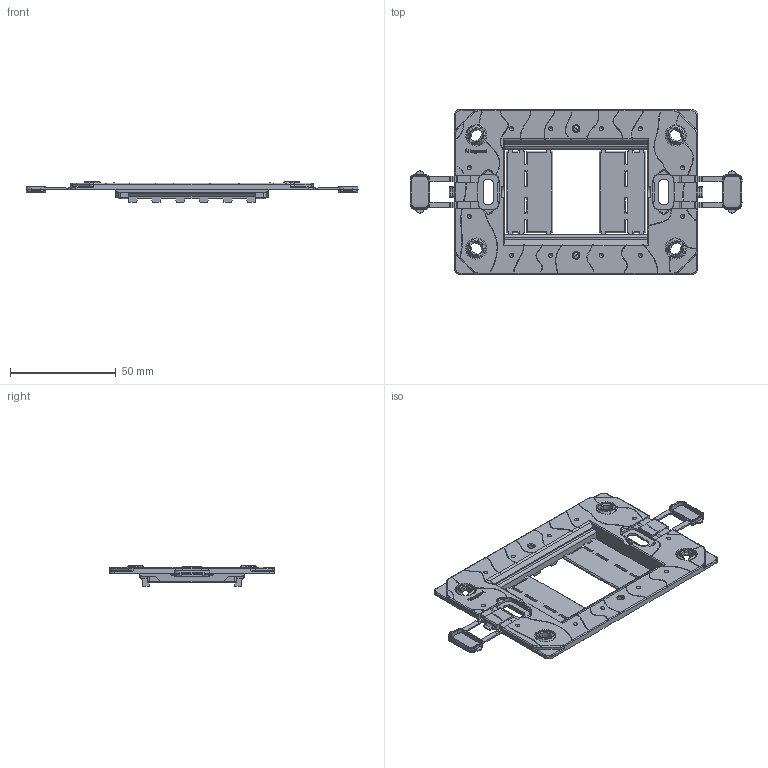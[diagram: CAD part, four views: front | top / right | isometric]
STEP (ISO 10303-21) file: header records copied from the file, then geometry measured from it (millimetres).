
FILE_DESCRIPTION(('CATIA V5 STEP Exchange','CAx-IF Rec.Pracs.--- Model Styling and Organization---1.5--- 2016-08-15','CAx-IF Rec.Pracs.---Supplemental Geometry---1.0---2011-11-01','CAx-IF Rec.Pracs.--- Composite Materials ---1.1---2010-07-15'),'2;1');
FILE_NAME('576040.stp','2022-04-13T09:46:16+00:00',('none'),('none'),'CATIA Version 5-6 Release 2020 SP3','CATIA V5 STEP AP214 v2','none');
FILE_SCHEMA(('AUTOMOTIVE_DESIGN { 1 0 10303 214 1 1 1 1 }'));
Products named in the file (1): 576040
Bounding box: 157.2 x 78 x 9.6 mm (x, y, z)
Volume: 20618.5 mm3; surface area: 22081.3 mm2
Topology: 1 solids, 1 shells, 1691 faces, 4901 edges, 3209 vertices
Faces by surface type: plane 1033, cone 196, bspline 148, cylinder 146, extrusion 100, torus 60, sphere 8
Entity records: 66340 total; most frequent: CARTESIAN_POINT 26970, ORIENTED_EDGE 9786, DIRECTION 5503, EDGE_CURVE 4893, VERTEX_POINT 3209, VECTOR 2819, LINE 2719, EDGE_LOOP 1758
